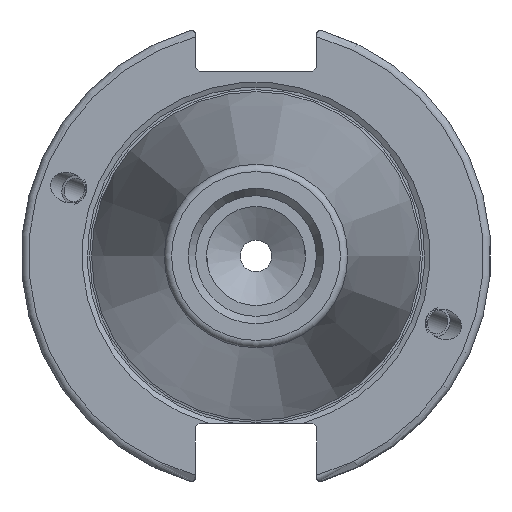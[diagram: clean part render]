
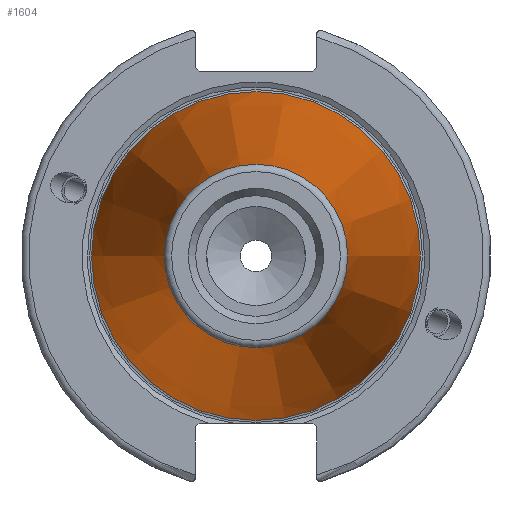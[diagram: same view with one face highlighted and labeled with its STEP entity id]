
A CAD part, left-side view. The second image highlights one B-rep face of the part: STEP entity #1604.
In plain terms, the highlighted conical face has half-angle 8.297 degrees and reference radius 17.248 mm.
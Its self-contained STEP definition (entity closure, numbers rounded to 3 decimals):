
#235=FACE_OUTER_BOUND('',#341,.T.);
#341=EDGE_LOOP('',(#1378,#1379,#1380,#1381,#1382));
#453=LINE('',#3020,#551);
#551=VECTOR('',#2198,17.248);
#625=CIRCLE('',#1789,12.397);
#626=CIRCLE('',#1790,12.397);
#630=CIRCLE('',#1796,22.225);
#787=VERTEX_POINT('',#3007);
#788=VERTEX_POINT('',#3008);
#791=VERTEX_POINT('',#3018);
#1000=EDGE_CURVE('',#787,#788,#625,.T.);
#1001=EDGE_CURVE('',#788,#787,#626,.T.);
#1005=EDGE_CURVE('',#791,#791,#630,.T.);
#1006=EDGE_CURVE('',#791,#788,#453,.T.);
#1378=ORIENTED_EDGE('',*,*,#1005,.F.);
#1379=ORIENTED_EDGE('',*,*,#1006,.T.);
#1380=ORIENTED_EDGE('',*,*,#1000,.F.);
#1381=ORIENTED_EDGE('',*,*,#1001,.F.);
#1382=ORIENTED_EDGE('',*,*,#1006,.F.);
#1539=CONICAL_SURFACE('',#1795,17.248,0.145);
#1604=ADVANCED_FACE('',(#235),#1539,.T.);
#1789=AXIS2_PLACEMENT_3D('',#3009,#2182,#2183);
#1790=AXIS2_PLACEMENT_3D('',#3010,#2184,#2185);
#1795=AXIS2_PLACEMENT_3D('',#3017,#2194,#2195);
#1796=AXIS2_PLACEMENT_3D('',#3019,#2196,#2197);
#2182=DIRECTION('center_axis',(-1.,0.,0.));
#2183=DIRECTION('ref_axis',(0.,-1.,0.));
#2184=DIRECTION('center_axis',(-1.,0.,0.));
#2185=DIRECTION('ref_axis',(0.,-1.,0.));
#2194=DIRECTION('center_axis',(1.,0.,0.));
#2195=DIRECTION('ref_axis',(0.,1.,0.));
#2196=DIRECTION('center_axis',(1.,0.,0.));
#2197=DIRECTION('ref_axis',(0.,0.,-1.));
#2198=DIRECTION('',(-0.99,0.144,0.));
#3007=CARTESIAN_POINT('',(-67.394,0.,12.397));
#3008=CARTESIAN_POINT('',(-67.394,-12.397,0.));
#3009=CARTESIAN_POINT('Origin',(-67.394,0.,0.));
#3010=CARTESIAN_POINT('Origin',(-67.394,0.,0.));
#3017=CARTESIAN_POINT('Origin',(-34.125,0.,0.));
#3018=CARTESIAN_POINT('',(0.,-22.225,0.));
#3019=CARTESIAN_POINT('Origin',(0.,0.,0.));
#3020=CARTESIAN_POINT('',(-34.125,-17.248,0.));
